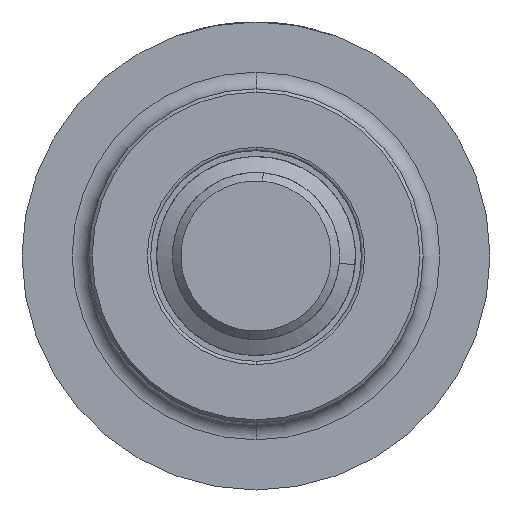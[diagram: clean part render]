
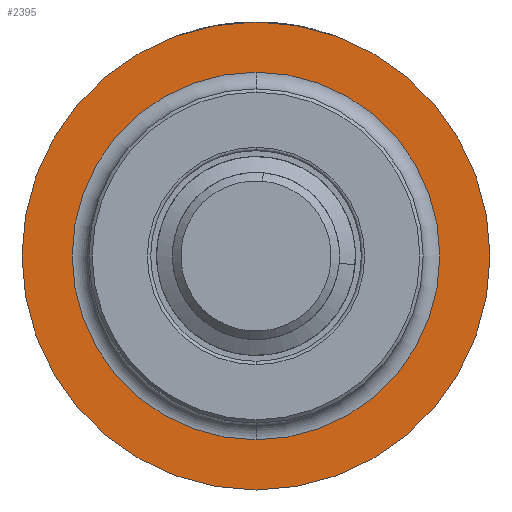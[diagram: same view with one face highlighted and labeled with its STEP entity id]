
A CAD part, front view. The second image highlights one B-rep face of the part: STEP entity #2395.
In plain terms, the highlighted planar face has unit normal (0, -1, 0).
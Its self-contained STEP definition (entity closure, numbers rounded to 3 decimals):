
#142 = CARTESIAN_POINT ( 'NONE',  ( 0., 7.42, -11. ) ) ;
#437 = AXIS2_PLACEMENT_3D ( 'NONE', #2709, #4571, #2649 ) ;
#564 = CARTESIAN_POINT ( 'NONE',  ( 11., 7.42, 0. ) ) ;
#707 = DIRECTION ( 'NONE',  ( 0., -1., 0. ) ) ;
#870 = EDGE_CURVE ( 'NONE', #1167, #2279, #7699, .T. ) ;
#877 = DIRECTION ( 'NONE',  ( 0., -1., 0. ) ) ;
#930 = DIRECTION ( 'NONE',  ( 0., 0., -1. ) ) ;
#1116 = CIRCLE ( 'NONE', #3921, 14. ) ;
#1167 = VERTEX_POINT ( 'NONE', #142 ) ;
#1209 = PLANE ( 'NONE',  #2229 ) ;
#2229 = AXIS2_PLACEMENT_3D ( 'NONE', #564, #5694, #5660 ) ;
#2279 = VERTEX_POINT ( 'NONE', #3628 ) ;
#2395 = ADVANCED_FACE ( 'NONE', ( #3610, #6543 ), #1209, .T. ) ;
#2649 = DIRECTION ( 'NONE',  ( 0., 0., -1. ) ) ;
#2709 = CARTESIAN_POINT ( 'NONE',  ( 0., 7.42, 0. ) ) ;
#2830 = ORIENTED_EDGE ( 'NONE', *, *, #5798, .F. ) ;
#3109 = AXIS2_PLACEMENT_3D ( 'NONE', #4824, #5539, #5971 ) ;
#3443 = CARTESIAN_POINT ( 'NONE',  ( 0., 7.42, -14. ) ) ;
#3610 = FACE_OUTER_BOUND ( 'NONE', #8208, .T. ) ;
#3628 = CARTESIAN_POINT ( 'NONE',  ( 0., 7.42, 11. ) ) ;
#3921 = AXIS2_PLACEMENT_3D ( 'NONE', #5098, #707, #5154 ) ;
#3948 = CARTESIAN_POINT ( 'NONE',  ( 0., 7.42, 14. ) ) ;
#4070 = EDGE_CURVE ( 'NONE', #4294, #8242, #1116, .T. ) ;
#4188 = EDGE_LOOP ( 'NONE', ( #4193, #2830 ) ) ;
#4193 = ORIENTED_EDGE ( 'NONE', *, *, #870, .F. ) ;
#4279 = EDGE_CURVE ( 'NONE', #8242, #4294, #5832, .T. ) ;
#4294 = VERTEX_POINT ( 'NONE', #3443 ) ;
#4305 = AXIS2_PLACEMENT_3D ( 'NONE', #7224, #877, #930 ) ;
#4571 = DIRECTION ( 'NONE',  ( 0., -1., 0. ) ) ;
#4824 = CARTESIAN_POINT ( 'NONE',  ( 0., 7.42, 0. ) ) ;
#5098 = CARTESIAN_POINT ( 'NONE',  ( 0., 7.42, 0. ) ) ;
#5154 = DIRECTION ( 'NONE',  ( 0., 0., -1. ) ) ;
#5347 = CIRCLE ( 'NONE', #437, 11. ) ;
#5539 = DIRECTION ( 'NONE',  ( 0., -1., 0. ) ) ;
#5660 = DIRECTION ( 'NONE',  ( 0., 0., -1. ) ) ;
#5694 = DIRECTION ( 'NONE',  ( 0., -1., 0. ) ) ;
#5798 = EDGE_CURVE ( 'NONE', #2279, #1167, #5347, .T. ) ;
#5832 = CIRCLE ( 'NONE', #4305, 14. ) ;
#5971 = DIRECTION ( 'NONE',  ( 0., 0., -1. ) ) ;
#6306 = ORIENTED_EDGE ( 'NONE', *, *, #4279, .T. ) ;
#6543 = FACE_BOUND ( 'NONE', #4188, .T. ) ;
#7224 = CARTESIAN_POINT ( 'NONE',  ( 0., 7.42, 0. ) ) ;
#7699 = CIRCLE ( 'NONE', #3109, 11. ) ;
#8136 = ORIENTED_EDGE ( 'NONE', *, *, #4070, .T. ) ;
#8208 = EDGE_LOOP ( 'NONE', ( #8136, #6306 ) ) ;
#8242 = VERTEX_POINT ( 'NONE', #3948 ) ;
